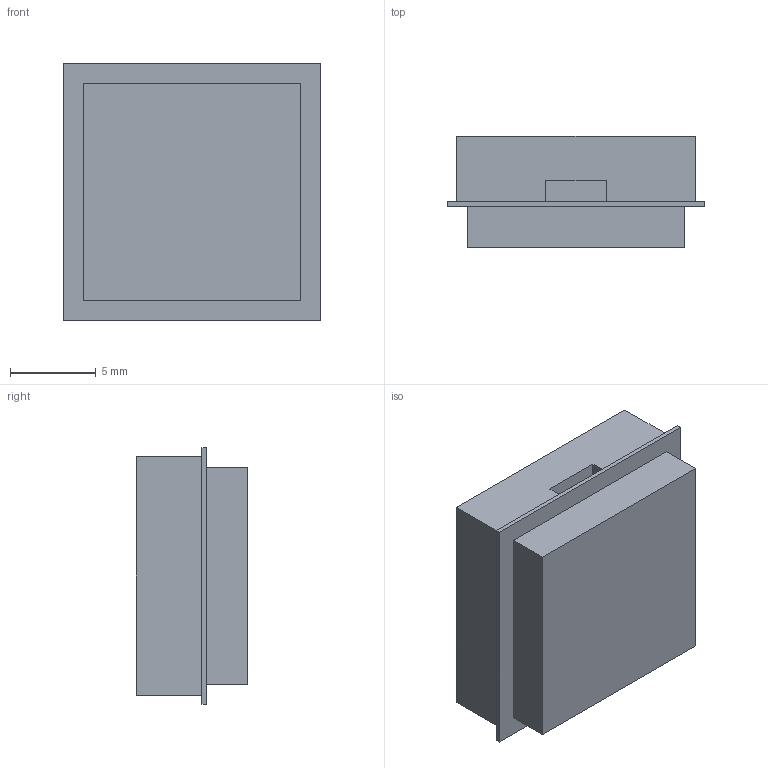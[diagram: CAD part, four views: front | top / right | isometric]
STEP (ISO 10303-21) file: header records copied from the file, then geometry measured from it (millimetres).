
FILE_DESCRIPTION(/* description */ ('Low Profile Pushbuttons_diffuser_cap-Illuminated Pushbuttons - Series UB2'),/* implementation_level */ '2;1');
FILE_NAME(/* name */ 'UB216SKG035D_1JBd_cap.ipt.step',/* time_stamp */ '2015-01-02T18:40:57-08:00',/* author */ ('Autodesk Inc.'),/* organization */ ('Autodesk Inc.'),/* preprocessor_version */ 'ST-DEVELOPER v15.6',/* originating_system */ 'Autodesk Inventor 2015',/* authorisation */ '');
FILE_SCHEMA (('CONFIG_CONTROL_DESIGN','AUTOMOTIVE_DESIGN { 1 0 10303 214 3 1 1 }'));
Length unit declared in the file: inch
Products named in the file (1): UB216SKG035D_1JBd_cap
Bounding box: 15.01 x 6.5 x 15.01 mm (x, y, z)
Volume: 1188.8 mm3; surface area: 809.8 mm2
Topology: 1 solids, 1 shells, 20 faces, 48 edges, 32 vertices
Faces by surface type: plane 20
Entity records: 598 total; most frequent: CARTESIAN_POINT 101, ORIENTED_EDGE 96, DIRECTION 90, LINE 48, VECTOR 48, EDGE_CURVE 48, VERTEX_POINT 32, EDGE_LOOP 22
